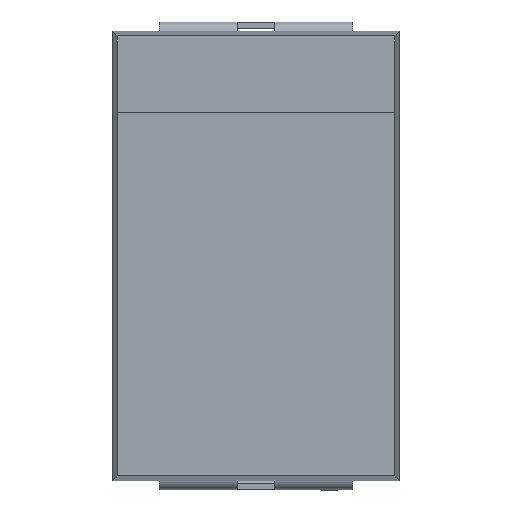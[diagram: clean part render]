
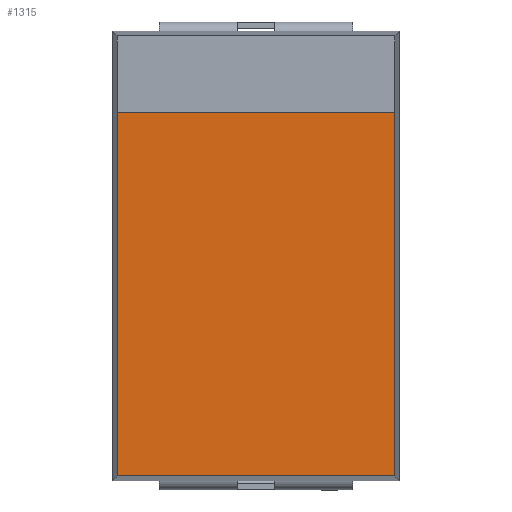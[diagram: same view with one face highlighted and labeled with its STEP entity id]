
A CAD part, front view. The second image highlights one B-rep face of the part: STEP entity #1315.
In plain terms, the highlighted planar face has unit normal (0, -1, 0).
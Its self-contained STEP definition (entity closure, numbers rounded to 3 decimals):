
#71=FACE_OUTER_BOUND('',#144,.T.);
#144=EDGE_LOOP('',(#875,#876,#877,#878));
#218=LINE('',#1920,#384);
#222=LINE('',#1929,#388);
#226=LINE('',#1937,#392);
#227=LINE('',#1938,#393);
#384=VECTOR('',#1541,10.);
#388=VECTOR('',#1549,10.);
#392=VECTOR('',#1555,10.);
#393=VECTOR('',#1556,10.);
#548=VERTEX_POINT('',#1914);
#550=VERTEX_POINT('',#1918);
#553=VERTEX_POINT('',#1928);
#556=VERTEX_POINT('',#1936);
#670=EDGE_CURVE('',#548,#550,#218,.T.);
#674=EDGE_CURVE('',#548,#553,#222,.T.);
#678=EDGE_CURVE('',#556,#550,#226,.T.);
#679=EDGE_CURVE('',#553,#556,#227,.T.);
#875=ORIENTED_EDGE('',*,*,#670,.T.);
#876=ORIENTED_EDGE('',*,*,#678,.F.);
#877=ORIENTED_EDGE('',*,*,#679,.F.);
#878=ORIENTED_EDGE('',*,*,#674,.F.);
#1252=PLANE('',#1431);
#1315=ADVANCED_FACE('',(#71),#1252,.T.);
#1431=AXIS2_PLACEMENT_3D('',#1935,#1553,#1554);
#1541=DIRECTION('',(-1.,0.,0.));
#1549=DIRECTION('',(0.,0.,-1.));
#1553=DIRECTION('center_axis',(0.,-1.,0.));
#1554=DIRECTION('ref_axis',(0.,0.,-1.));
#1555=DIRECTION('',(0.,0.,1.));
#1556=DIRECTION('',(-1.,0.,0.));
#1914=CARTESIAN_POINT('',(2.225,0.,2.301));
#1918=CARTESIAN_POINT('',(-2.225,0.,2.301));
#1920=CARTESIAN_POINT('',(1.15,0.,2.301));
#1928=CARTESIAN_POINT('',(2.225,0.,-3.525));
#1929=CARTESIAN_POINT('',(2.225,0.,1.8));
#1935=CARTESIAN_POINT('Origin',(0.,0.,0.));
#1936=CARTESIAN_POINT('',(-2.225,0.,-3.525));
#1937=CARTESIAN_POINT('',(-2.225,0.,-1.8));
#1938=CARTESIAN_POINT('',(1.15,0.,-3.525));
